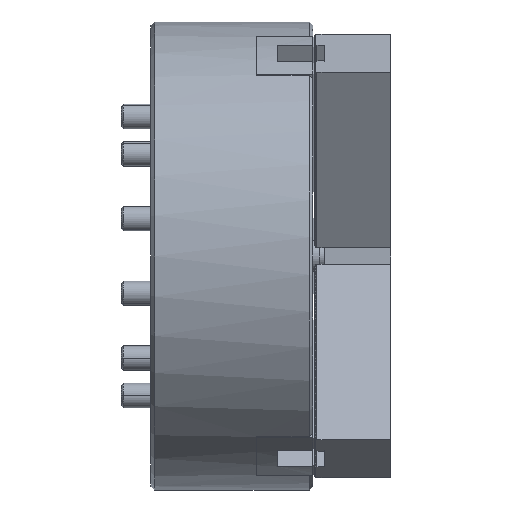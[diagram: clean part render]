
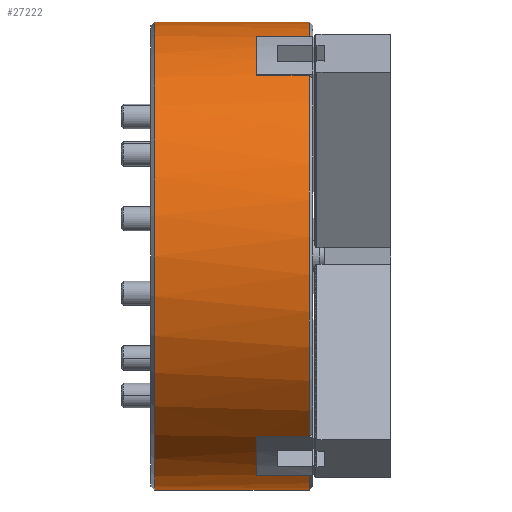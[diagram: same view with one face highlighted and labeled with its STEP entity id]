
A CAD part, front view. The second image highlights one B-rep face of the part: STEP entity #27222.
In plain terms, the highlighted cylindrical face has radius 190.5 mm (diameter 381 mm), a partial arc.
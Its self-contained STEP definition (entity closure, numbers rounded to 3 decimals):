
#30 = VERTEX_POINT ( 'NONE', #31918 ) ;
#1153 = CARTESIAN_POINT ( 'NONE',  ( 129., 0., 0. ) ) ;
#1368 = DIRECTION ( 'NONE',  ( 1., 0., 0. ) ) ;
#1384 = EDGE_CURVE ( 'NONE', #16647, #28838, #49930, .T. ) ;
#1411 = AXIS2_PLACEMENT_3D ( 'NONE', #6391, #25998, #45650 ) ;
#2334 = CARTESIAN_POINT ( 'NONE',  ( 3., 0., 190.5 ) ) ;
#4274 = EDGE_CURVE ( 'NONE', #17193, #30, #25835, .T. ) ;
#5779 = DIRECTION ( 'NONE',  ( 1., 0., 0. ) ) ;
#5829 = CARTESIAN_POINT ( 'NONE',  ( 160.494, 0., -190.5 ) ) ;
#6001 = CARTESIAN_POINT ( 'NONE',  ( 86., -67.134, 178.279 ) ) ;
#6272 = CARTESIAN_POINT ( 'NONE',  ( 129., 0., 190.5 ) ) ;
#6391 = CARTESIAN_POINT ( 'NONE',  ( 3., 0., 0. ) ) ;
#7641 = ORIENTED_EDGE ( 'NONE', *, *, #28767, .T. ) ;
#8330 = CARTESIAN_POINT ( 'NONE',  ( 160.494, -67.134, -178.279 ) ) ;
#8711 = LINE ( 'NONE', #28333, #34137 ) ;
#10604 = FACE_OUTER_BOUND ( 'NONE', #28527, .T. ) ;
#11201 = VECTOR ( 'NONE', #57134, 1000. ) ;
#12345 = CARTESIAN_POINT ( 'NONE',  ( 160.494, -120.827, -147.279 ) ) ;
#12470 = DIRECTION ( 'NONE',  ( -1., 0., 0. ) ) ;
#14153 = CARTESIAN_POINT ( 'NONE',  ( 3., 0., -190.5 ) ) ;
#15726 = EDGE_CURVE ( 'NONE', #55979, #16647, #29153, .T. ) ;
#16647 = VERTEX_POINT ( 'NONE', #14153 ) ;
#16704 = CARTESIAN_POINT ( 'NONE',  ( 86., 0., 0. ) ) ;
#17100 = CARTESIAN_POINT ( 'NONE',  ( 129., 0., 0. ) ) ;
#17193 = VERTEX_POINT ( 'NONE', #6001 ) ;
#17659 = CARTESIAN_POINT ( 'NONE',  ( 86., -67.134, -178.279 ) ) ;
#17714 = ORIENTED_EDGE ( 'NONE', *, *, #4274, .T. ) ;
#17861 = LINE ( 'NONE', #37472, #11201 ) ;
#18009 = EDGE_CURVE ( 'NONE', #60151, #41765, #27311, .T. ) ;
#18735 = VECTOR ( 'NONE', #1368, 1000. ) ;
#18969 = CARTESIAN_POINT ( 'NONE',  ( 129., -120.827, -147.279 ) ) ;
#19082 = VERTEX_POINT ( 'NONE', #18969 ) ;
#19176 = ORIENTED_EDGE ( 'NONE', *, *, #18009, .T. ) ;
#19390 = EDGE_CURVE ( 'NONE', #59134, #17193, #27377, .T. ) ;
#19441 = AXIS2_PLACEMENT_3D ( 'NONE', #17100, #36719, #56382 ) ;
#20063 = AXIS2_PLACEMENT_3D ( 'NONE', #1153, #20771, #40391 ) ;
#20771 = DIRECTION ( 'NONE',  ( -1., 0., 0. ) ) ;
#22281 = CARTESIAN_POINT ( 'NONE',  ( 129., 0., 0. ) ) ;
#23389 = VECTOR ( 'NONE', #25456, 1000. ) ;
#25233 = CIRCLE ( 'NONE', #61227, 190.5 ) ;
#25406 = DIRECTION ( 'NONE',  ( 0., 0., -1. ) ) ;
#25456 = DIRECTION ( 'NONE',  ( 1., 0., 0. ) ) ;
#25835 = LINE ( 'NONE', #45489, #18735 ) ;
#25998 = DIRECTION ( 'NONE',  ( 1., 0., 0. ) ) ;
#26268 = ORIENTED_EDGE ( 'NONE', *, *, #39958, .T. ) ;
#26584 = VECTOR ( 'NONE', #27959, 1000. ) ;
#27222 = ADVANCED_FACE ( 'NONE', ( #10604 ), #30214, .T. ) ;
#27311 = CIRCLE ( 'NONE', #63305, 190.5 ) ;
#27377 = CIRCLE ( 'NONE', #35605, 190.5 ) ;
#27959 = DIRECTION ( 'NONE',  ( -1., 0., 0. ) ) ;
#28026 = VERTEX_POINT ( 'NONE', #6272 ) ;
#28333 = CARTESIAN_POINT ( 'NONE',  ( 160.494, -120.827, 147.279 ) ) ;
#28527 = EDGE_LOOP ( 'NONE', ( #58783, #38370, #45341, #33100, #58684, #19176, #26268, #45083, #7641, #54750, #17714, #37408 ) ) ;
#28767 = EDGE_CURVE ( 'NONE', #32385, #59134, #8711, .T. ) ;
#28838 = VERTEX_POINT ( 'NONE', #58934 ) ;
#29153 = CIRCLE ( 'NONE', #1411, 190.5 ) ;
#30093 = CARTESIAN_POINT ( 'NONE',  ( 129., -120.827, 147.279 ) ) ;
#30214 = CYLINDRICAL_SURFACE ( 'NONE', #47333, 190.5 ) ;
#31918 = CARTESIAN_POINT ( 'NONE',  ( 129., -67.134, 178.279 ) ) ;
#31965 = DIRECTION ( 'NONE',  ( 1., 0., 0. ) ) ;
#32088 = DIRECTION ( 'NONE',  ( 0., 0., -1. ) ) ;
#32385 = VERTEX_POINT ( 'NONE', #30093 ) ;
#32431 = EDGE_CURVE ( 'NONE', #19082, #32385, #47820, .T. ) ;
#33100 = ORIENTED_EDGE ( 'NONE', *, *, #40322, .T. ) ;
#34137 = VECTOR ( 'NONE', #47995, 1000. ) ;
#34800 = EDGE_CURVE ( 'NONE', #30, #28026, #25233, .T. ) ;
#35605 = AXIS2_PLACEMENT_3D ( 'NONE', #41756, #12470, #32088 ) ;
#36311 = DIRECTION ( 'NONE',  ( -1., 0., 0. ) ) ;
#36719 = DIRECTION ( 'NONE',  ( -1., 0., 0. ) ) ;
#36999 = VECTOR ( 'NONE', #31965, 1000. ) ;
#37408 = ORIENTED_EDGE ( 'NONE', *, *, #34800, .T. ) ;
#37472 = CARTESIAN_POINT ( 'NONE',  ( 160.494, 0., 190.5 ) ) ;
#38370 = ORIENTED_EDGE ( 'NONE', *, *, #15726, .T. ) ;
#38431 = EDGE_CURVE ( 'NONE', #55979, #28026, #17861, .T. ) ;
#39958 = EDGE_CURVE ( 'NONE', #41765, #19082, #56460, .T. ) ;
#40322 = EDGE_CURVE ( 'NONE', #28838, #62882, #47183, .T. ) ;
#40391 = DIRECTION ( 'NONE',  ( 0., 0., -1. ) ) ;
#41756 = CARTESIAN_POINT ( 'NONE',  ( 86., 0., 0. ) ) ;
#41765 = VERTEX_POINT ( 'NONE', #52583 ) ;
#41921 = DIRECTION ( 'NONE',  ( -1., 0., 0. ) ) ;
#45083 = ORIENTED_EDGE ( 'NONE', *, *, #32431, .T. ) ;
#45341 = ORIENTED_EDGE ( 'NONE', *, *, #1384, .T. ) ;
#45489 = CARTESIAN_POINT ( 'NONE',  ( 160.494, -67.134, 178.279 ) ) ;
#45650 = DIRECTION ( 'NONE',  ( 0., 0., 1. ) ) ;
#47183 = CIRCLE ( 'NONE', #19441, 190.5 ) ;
#47333 = AXIS2_PLACEMENT_3D ( 'NONE', #49884, #5779, #25406 ) ;
#47820 = CIRCLE ( 'NONE', #20063, 190.5 ) ;
#47995 = DIRECTION ( 'NONE',  ( -1., 0., 0. ) ) ;
#49884 = CARTESIAN_POINT ( 'NONE',  ( 160.494, 0., 0. ) ) ;
#49930 = LINE ( 'NONE', #5829, #23389 ) ;
#52450 = LINE ( 'NONE', #8330, #26584 ) ;
#52583 = CARTESIAN_POINT ( 'NONE',  ( 86., -120.827, -147.279 ) ) ;
#54750 = ORIENTED_EDGE ( 'NONE', *, *, #19390, .T. ) ;
#55963 = DIRECTION ( 'NONE',  ( 0., 0., -1. ) ) ;
#55979 = VERTEX_POINT ( 'NONE', #2334 ) ;
#56382 = DIRECTION ( 'NONE',  ( 0., 0., -1. ) ) ;
#56460 = LINE ( 'NONE', #12345, #36999 ) ;
#57134 = DIRECTION ( 'NONE',  ( 1., 0., 0. ) ) ;
#58684 = ORIENTED_EDGE ( 'NONE', *, *, #61397, .T. ) ;
#58783 = ORIENTED_EDGE ( 'NONE', *, *, #38431, .F. ) ;
#58934 = CARTESIAN_POINT ( 'NONE',  ( 129., 0., -190.5 ) ) ;
#58961 = CARTESIAN_POINT ( 'NONE',  ( 86., -120.827, 147.279 ) ) ;
#59134 = VERTEX_POINT ( 'NONE', #58961 ) ;
#60151 = VERTEX_POINT ( 'NONE', #17659 ) ;
#60203 = CARTESIAN_POINT ( 'NONE',  ( 129., -67.134, -178.279 ) ) ;
#61227 = AXIS2_PLACEMENT_3D ( 'NONE', #22281, #41921, #61565 ) ;
#61397 = EDGE_CURVE ( 'NONE', #62882, #60151, #52450, .T. ) ;
#61565 = DIRECTION ( 'NONE',  ( 0., 0., -1. ) ) ;
#62882 = VERTEX_POINT ( 'NONE', #60203 ) ;
#63305 = AXIS2_PLACEMENT_3D ( 'NONE', #16704, #36311, #55963 ) ;
